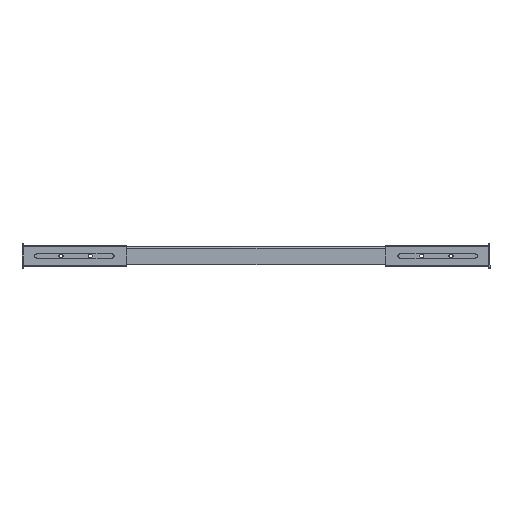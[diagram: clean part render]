
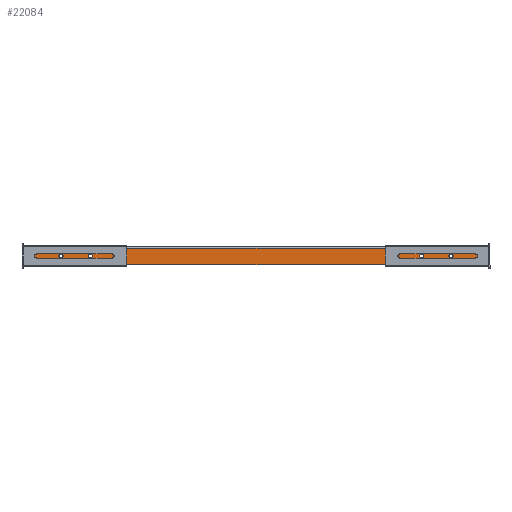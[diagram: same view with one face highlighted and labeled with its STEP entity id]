
A CAD part, front view. The second image highlights one B-rep face of the part: STEP entity #22084.
In plain terms, the highlighted planar face has unit normal (0, -1, 0).
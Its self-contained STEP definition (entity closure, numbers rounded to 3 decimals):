
#202 = EDGE_CURVE ( 'NONE', #19122, #14667, #2370, .T. ) ;
#1104 = CARTESIAN_POINT ( 'NONE',  ( 5.001, 0., -31. ) ) ;
#1136 = CARTESIAN_POINT ( 'NONE',  ( 684., 0., -16. ) ) ;
#1228 = VECTOR ( 'NONE', #5111, 1000. ) ;
#1738 = CIRCLE ( 'NONE', #10343, 3.5 ) ;
#1812 = EDGE_CURVE ( 'NONE', #25504, #22607, #9745, .T. ) ;
#1855 = ORIENTED_EDGE ( 'NONE', *, *, #20087, .T. ) ;
#2177 = DIRECTION ( 'NONE',  ( 0., 0., -1. ) ) ;
#2179 = AXIS2_PLACEMENT_3D ( 'NONE', #28420, #21072, #7881 ) ;
#2299 = VERTEX_POINT ( 'NONE', #11226 ) ;
#2370 = CIRCLE ( 'NONE', #13857, 3.5 ) ;
#2612 = ORIENTED_EDGE ( 'NONE', *, *, #12701, .T. ) ;
#2977 = CARTESIAN_POINT ( 'NONE',  ( 5.001, 0., -31. ) ) ;
#3169 = CARTESIAN_POINT ( 'NONE',  ( 795.999, 0., -2. ) ) ;
#3690 = VERTEX_POINT ( 'NONE', #19314 ) ;
#4027 = ORIENTED_EDGE ( 'NONE', *, *, #8375, .F. ) ;
#4038 = EDGE_CURVE ( 'NONE', #20402, #14388, #8874, .T. ) ;
#4123 = EDGE_CURVE ( 'NONE', #21240, #2299, #16529, .T. ) ;
#4187 = EDGE_LOOP ( 'NONE', ( #1855, #27266, #25923, #6991, #28507, #2612 ) ) ;
#4536 = ORIENTED_EDGE ( 'NONE', *, *, #14788, .F. ) ;
#5111 = DIRECTION ( 'NONE',  ( 0., 0., -1. ) ) ;
#5327 = EDGE_LOOP ( 'NONE', ( #22404, #29051 ) ) ;
#5328 = DIRECTION ( 'NONE',  ( 0., -1., 0. ) ) ;
#5496 = CARTESIAN_POINT ( 'NONE',  ( 2.001, 0., 0. ) ) ;
#5532 = FACE_OUTER_BOUND ( 'NONE', #4187, .T. ) ;
#6475 = CIRCLE ( 'NONE', #23226, 3.5 ) ;
#6987 = VECTOR ( 'NONE', #11990, 1000. ) ;
#6991 = ORIENTED_EDGE ( 'NONE', *, *, #1812, .F. ) ;
#7871 = CIRCLE ( 'NONE', #24133, 3.5 ) ;
#7881 = DIRECTION ( 'NONE',  ( 0., 0., -1. ) ) ;
#7897 = LINE ( 'NONE', #5496, #8706 ) ;
#7931 = EDGE_CURVE ( 'NONE', #15128, #3690, #23175, .T. ) ;
#8256 = CARTESIAN_POINT ( 'NONE',  ( 114., 0., -16. ) ) ;
#8291 = ORIENTED_EDGE ( 'NONE', *, *, #202, .F. ) ;
#8375 = EDGE_CURVE ( 'NONE', #2299, #21240, #7871, .T. ) ;
#8706 = VECTOR ( 'NONE', #26330, 1000. ) ;
#8874 = CIRCLE ( 'NONE', #20362, 3.5 ) ;
#9591 = CARTESIAN_POINT ( 'NONE',  ( 798., 0., -3. ) ) ;
#9604 = VECTOR ( 'NONE', #28689, 1000. ) ;
#9739 = DIRECTION ( 'NONE',  ( 0., -1., 0. ) ) ;
#9745 = LINE ( 'NONE', #9591, #6987 ) ;
#10099 = CARTESIAN_POINT ( 'NONE',  ( 2.001, 0., -28. ) ) ;
#10261 = EDGE_CURVE ( 'NONE', #14388, #20402, #6475, .T. ) ;
#10319 = FACE_BOUND ( 'NONE', #22440, .T. ) ;
#10343 = AXIS2_PLACEMENT_3D ( 'NONE', #29609, #17770, #2177 ) ;
#10466 = DIRECTION ( 'NONE',  ( 0., 0., 1. ) ) ;
#10491 = EDGE_CURVE ( 'NONE', #22607, #3690, #19193, .T. ) ;
#10511 = DIRECTION ( 'NONE',  ( 0., -1., 0. ) ) ;
#10999 = VERTEX_POINT ( 'NONE', #2977 ) ;
#11173 = EDGE_LOOP ( 'NONE', ( #25362, #4536 ) ) ;
#11226 = CARTESIAN_POINT ( 'NONE',  ( 734., 0., -19.5 ) ) ;
#11990 = DIRECTION ( 'NONE',  ( 1., 0., 0. ) ) ;
#12264 = ORIENTED_EDGE ( 'NONE', *, *, #4123, .F. ) ;
#12267 = EDGE_LOOP ( 'NONE', ( #16223, #8291 ) ) ;
#12531 = EDGE_CURVE ( 'NONE', #14667, #19122, #1738, .T. ) ;
#12701 = EDGE_CURVE ( 'NONE', #21104, #10999, #19691, .T. ) ;
#12760 = CIRCLE ( 'NONE', #17545, 3.5 ) ;
#12923 = DIRECTION ( 'NONE',  ( 0., -1., 0. ) ) ;
#13857 = AXIS2_PLACEMENT_3D ( 'NONE', #8256, #14842, #26254 ) ;
#14173 = VECTOR ( 'NONE', #16995, 1000. ) ;
#14388 = VERTEX_POINT ( 'NONE', #29149 ) ;
#14667 = VERTEX_POINT ( 'NONE', #19971 ) ;
#14788 = EDGE_CURVE ( 'NONE', #21564, #23902, #12760, .T. ) ;
#14814 = FACE_BOUND ( 'NONE', #5327, .T. ) ;
#14842 = DIRECTION ( 'NONE',  ( 0., -1., 0. ) ) ;
#15122 = CARTESIAN_POINT ( 'NONE',  ( 0., 0., 0. ) ) ;
#15128 = VERTEX_POINT ( 'NONE', #24281 ) ;
#15376 = AXIS2_PLACEMENT_3D ( 'NONE', #15122, #22016, #10466 ) ;
#15416 = AXIS2_PLACEMENT_3D ( 'NONE', #23906, #23615, #21655 ) ;
#16223 = ORIENTED_EDGE ( 'NONE', *, *, #12531, .F. ) ;
#16529 = CIRCLE ( 'NONE', #2179, 3.5 ) ;
#16937 = VECTOR ( 'NONE', #21063, 1000. ) ;
#16995 = DIRECTION ( 'NONE',  ( 0.707, 0., -0.707 ) ) ;
#17082 = CARTESIAN_POINT ( 'NONE',  ( 734., 0., -16. ) ) ;
#17545 = AXIS2_PLACEMENT_3D ( 'NONE', #21923, #10511, #17575 ) ;
#17575 = DIRECTION ( 'NONE',  ( 0., 0., -1. ) ) ;
#17770 = DIRECTION ( 'NONE',  ( 0., -1., 0. ) ) ;
#18376 = CARTESIAN_POINT ( 'NONE',  ( 795.999, 0., -28. ) ) ;
#18662 = CARTESIAN_POINT ( 'NONE',  ( 64., 0., -19.5 ) ) ;
#19122 = VERTEX_POINT ( 'NONE', #20730 ) ;
#19193 = LINE ( 'NONE', #3169, #1228 ) ;
#19314 = CARTESIAN_POINT ( 'NONE',  ( 795.999, 0., -28. ) ) ;
#19691 = LINE ( 'NONE', #1104, #14173 ) ;
#19699 = CARTESIAN_POINT ( 'NONE',  ( 734., 0., -12.5 ) ) ;
#19971 = CARTESIAN_POINT ( 'NONE',  ( 114., 0., -19.5 ) ) ;
#20087 = EDGE_CURVE ( 'NONE', #10999, #15128, #24045, .T. ) ;
#20362 = AXIS2_PLACEMENT_3D ( 'NONE', #1136, #5328, #25732 ) ;
#20402 = VERTEX_POINT ( 'NONE', #24275 ) ;
#20651 = EDGE_CURVE ( 'NONE', #25504, #21104, #7897, .T. ) ;
#20730 = CARTESIAN_POINT ( 'NONE',  ( 114., 0., -12.5 ) ) ;
#21063 = DIRECTION ( 'NONE',  ( 0.707, 0., 0.707 ) ) ;
#21072 = DIRECTION ( 'NONE',  ( 0., -1., 0. ) ) ;
#21104 = VERTEX_POINT ( 'NONE', #10099 ) ;
#21123 = EDGE_CURVE ( 'NONE', #23902, #21564, #22052, .T. ) ;
#21240 = VERTEX_POINT ( 'NONE', #19699 ) ;
#21564 = VERTEX_POINT ( 'NONE', #25518 ) ;
#21655 = DIRECTION ( 'NONE',  ( 0., 0., -1. ) ) ;
#21923 = CARTESIAN_POINT ( 'NONE',  ( 64., 0., -16. ) ) ;
#22016 = DIRECTION ( 'NONE',  ( 0., 1., 0. ) ) ;
#22052 = CIRCLE ( 'NONE', #15416, 3.5 ) ;
#22084 = ADVANCED_FACE ( 'NONE', ( #14814, #24127, #5532, #26671, #10319 ), #24277, .F. ) ;
#22404 = ORIENTED_EDGE ( 'NONE', *, *, #10261, .F. ) ;
#22440 = EDGE_LOOP ( 'NONE', ( #4027, #12264 ) ) ;
#22607 = VERTEX_POINT ( 'NONE', #24933 ) ;
#23175 = LINE ( 'NONE', #18376, #16937 ) ;
#23226 = AXIS2_PLACEMENT_3D ( 'NONE', #24775, #12923, #26867 ) ;
#23615 = DIRECTION ( 'NONE',  ( 0., -1., 0. ) ) ;
#23902 = VERTEX_POINT ( 'NONE', #18662 ) ;
#23906 = CARTESIAN_POINT ( 'NONE',  ( 64., 0., -16. ) ) ;
#24045 = LINE ( 'NONE', #24349, #9604 ) ;
#24127 = FACE_BOUND ( 'NONE', #11173, .T. ) ;
#24133 = AXIS2_PLACEMENT_3D ( 'NONE', #17082, #9739, #26230 ) ;
#24275 = CARTESIAN_POINT ( 'NONE',  ( 684., 0., -12.5 ) ) ;
#24277 = PLANE ( 'NONE',  #15376 ) ;
#24281 = CARTESIAN_POINT ( 'NONE',  ( 792.999, 0., -31. ) ) ;
#24349 = CARTESIAN_POINT ( 'NONE',  ( 0., 0., -31. ) ) ;
#24666 = CARTESIAN_POINT ( 'NONE',  ( 2.001, 0., -3. ) ) ;
#24775 = CARTESIAN_POINT ( 'NONE',  ( 684., 0., -16. ) ) ;
#24933 = CARTESIAN_POINT ( 'NONE',  ( 795.999, 0., -3. ) ) ;
#25362 = ORIENTED_EDGE ( 'NONE', *, *, #21123, .F. ) ;
#25504 = VERTEX_POINT ( 'NONE', #24666 ) ;
#25518 = CARTESIAN_POINT ( 'NONE',  ( 64., 0., -12.5 ) ) ;
#25732 = DIRECTION ( 'NONE',  ( 0., 0., -1. ) ) ;
#25923 = ORIENTED_EDGE ( 'NONE', *, *, #10491, .F. ) ;
#26230 = DIRECTION ( 'NONE',  ( 0., 0., -1. ) ) ;
#26254 = DIRECTION ( 'NONE',  ( 0., 0., -1. ) ) ;
#26330 = DIRECTION ( 'NONE',  ( 0., 0., -1. ) ) ;
#26671 = FACE_BOUND ( 'NONE', #12267, .T. ) ;
#26867 = DIRECTION ( 'NONE',  ( 0., 0., -1. ) ) ;
#27266 = ORIENTED_EDGE ( 'NONE', *, *, #7931, .T. ) ;
#28420 = CARTESIAN_POINT ( 'NONE',  ( 734., 0., -16. ) ) ;
#28507 = ORIENTED_EDGE ( 'NONE', *, *, #20651, .T. ) ;
#28689 = DIRECTION ( 'NONE',  ( 1., 0., 0. ) ) ;
#29051 = ORIENTED_EDGE ( 'NONE', *, *, #4038, .F. ) ;
#29149 = CARTESIAN_POINT ( 'NONE',  ( 684., 0., -19.5 ) ) ;
#29609 = CARTESIAN_POINT ( 'NONE',  ( 114., 0., -16. ) ) ;
